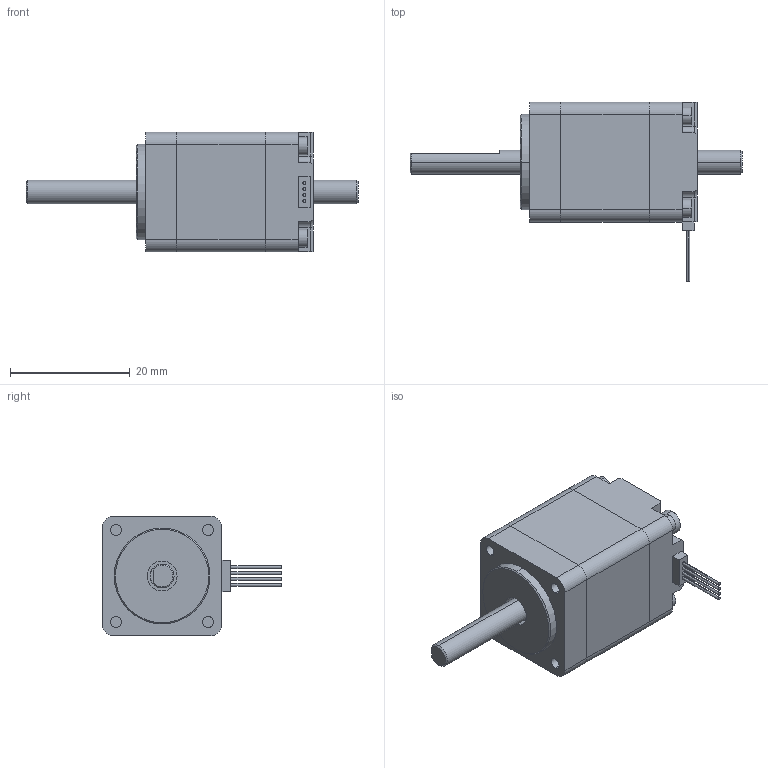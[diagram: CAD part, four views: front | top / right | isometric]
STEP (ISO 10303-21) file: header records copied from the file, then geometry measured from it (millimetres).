
FILE_DESCRIPTION (( 'STEP AP214' ), '1' );
FILE_NAME ('20HS2806B4.STEP', '2023-02-09T03:41:53', ( 'Windows 蚚誧' ), ( 'Organization' ), 'SwSTEP 2.0', 'SolidWorks 2021', '' );
FILE_SCHEMA (( 'AUTOMOTIVE_DESIGN' ));
Length unit declared in the file: millimetre
Products named in the file (1): 20HS2806B4
Bounding box: 55.5 x 30 x 20 mm (x, y, z)
Volume: 2548.2 mm3; surface area: 8260 mm2
Topology: 5 solids, 5 shells, 294 faces, 713 edges, 468 vertices
Faces by surface type: plane 171, cylinder 108, cone 15
Entity records: 9623 total; most frequent: DIRECTION 1534, CARTESIAN_POINT 1482, ORIENTED_EDGE 1426, EDGE_CURVE 713, AXIS2_PLACEMENT_3D 528, LINE 478, VECTOR 478, VERTEX_POINT 468
